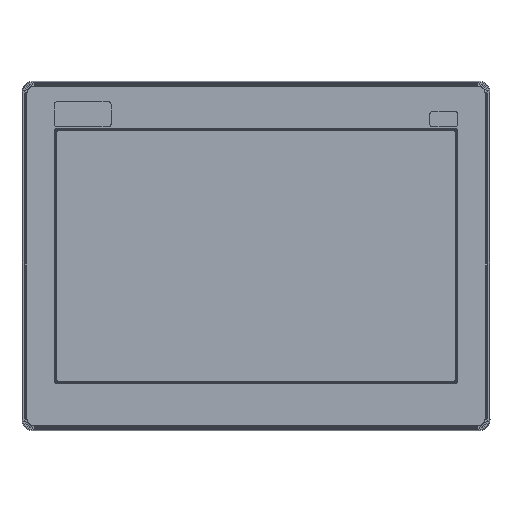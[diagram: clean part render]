
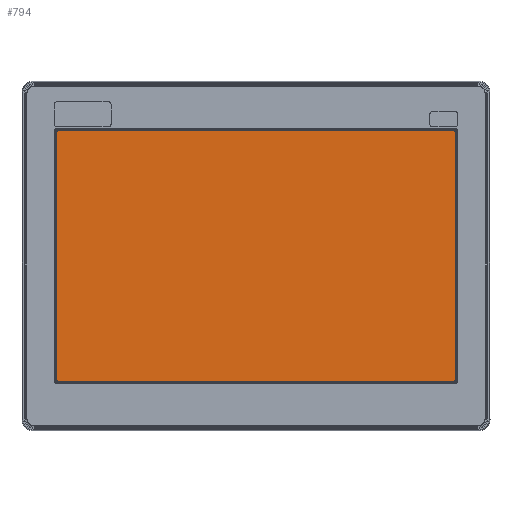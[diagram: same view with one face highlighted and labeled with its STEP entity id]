
A CAD part, top view. The second image highlights one B-rep face of the part: STEP entity #794.
In plain terms, the highlighted planar face has unit normal (0, 0, 1).
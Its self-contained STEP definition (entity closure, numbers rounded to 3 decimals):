
#794=ADVANCED_FACE('NONE',(#2340),#2341,.T.);
#2340=FACE_OUTER_BOUND('',#8385,.T.);
#2341=PLANE('',#8386);
#8385=EDGE_LOOP('',(#14348,#14349,#14350,#14351,#14352,#14353,#14354,#14355));
#8386=AXIS2_PLACEMENT_3D('',#14356,#14357,#14358);
#14348=ORIENTED_EDGE('',*,*,#16419,.T.);
#14349=ORIENTED_EDGE('',*,*,#16420,.T.);
#14350=ORIENTED_EDGE('',*,*,#16421,.T.);
#14351=ORIENTED_EDGE('',*,*,#16422,.T.);
#14352=ORIENTED_EDGE('',*,*,#16423,.T.);
#14353=ORIENTED_EDGE('',*,*,#16424,.T.);
#14354=ORIENTED_EDGE('',*,*,#16425,.T.);
#14355=ORIENTED_EDGE('',*,*,#16426,.T.);
#14356=CARTESIAN_POINT('',(0.0,0.0,6.448));
#14357=DIRECTION('',(0.0,0.0,1.0));
#14358=DIRECTION('',(1.0,-0.0,0.0));
#16419=EDGE_CURVE('NONE',#19705,#19706,#19707,.T.);
#16420=EDGE_CURVE('NONE',#19706,#19708,#19709,.T.);
#16421=EDGE_CURVE('NONE',#19708,#19710,#19711,.T.);
#16422=EDGE_CURVE('NONE',#19710,#19712,#19713,.T.);
#16423=EDGE_CURVE('NONE',#19712,#19714,#19715,.T.);
#16424=EDGE_CURVE('NONE',#19714,#19716,#19717,.T.);
#16425=EDGE_CURVE('NONE',#19716,#19718,#19719,.T.);
#16426=EDGE_CURVE('NONE',#19718,#19705,#19720,.T.);
#19705=VERTEX_POINT('NONE',#32721);
#19706=VERTEX_POINT('NONE',#32722);
#19707=LINE('',#32723,#32724);
#19708=VERTEX_POINT('NONE',#32725);
#19709=CIRCLE('',#32726,1.0);
#19710=VERTEX_POINT('NONE',#32727);
#19711=LINE('',#32728,#32729);
#19712=VERTEX_POINT('NONE',#32730);
#19713=CIRCLE('',#32731,1.0);
#19714=VERTEX_POINT('NONE',#32732);
#19715=LINE('',#32733,#32734);
#19716=VERTEX_POINT('NONE',#32735);
#19717=CIRCLE('',#32736,1.0);
#19718=VERTEX_POINT('NONE',#32737);
#19719=LINE('',#32738,#32739);
#19720=CIRCLE('',#32740,1.0);
#32721=CARTESIAN_POINT('',(-130.35,-82.45,6.448));
#32722=CARTESIAN_POINT('',(130.35,-82.45,6.448));
#32723=CARTESIAN_POINT('',(-131.35,-82.45,6.448));
#32724=VECTOR('',#34277,1000.0);
#32725=CARTESIAN_POINT('',(131.35,-81.45,6.448));
#32726=AXIS2_PLACEMENT_3D('',#34278,#34279,#34280);
#32727=CARTESIAN_POINT('',(131.35,81.45,6.448));
#32728=CARTESIAN_POINT('',(131.35,-82.45,6.448));
#32729=VECTOR('',#34281,1000.0);
#32730=CARTESIAN_POINT('',(130.35,82.45,6.448));
#32731=AXIS2_PLACEMENT_3D('',#34282,#34283,#34284);
#32732=CARTESIAN_POINT('',(-130.35,82.45,6.448));
#32733=CARTESIAN_POINT('',(131.35,82.45,6.448));
#32734=VECTOR('',#34285,1000.0);
#32735=CARTESIAN_POINT('',(-131.35,81.45,6.448));
#32736=AXIS2_PLACEMENT_3D('',#34286,#34287,#34288);
#32737=CARTESIAN_POINT('',(-131.35,-81.45,6.448));
#32738=CARTESIAN_POINT('',(-131.35,82.45,6.448));
#32739=VECTOR('',#34289,1000.0);
#32740=AXIS2_PLACEMENT_3D('',#34290,#34291,#34292);
#34277=DIRECTION('',(1.0,0.0,0.0));
#34278=CARTESIAN_POINT('',(130.35,-81.45,6.448));
#34279=DIRECTION('',(0.0,0.0,1.0));
#34280=DIRECTION('',(-1.0,0.0,0.0));
#34281=DIRECTION('',(-0.0,1.0,0.0));
#34282=CARTESIAN_POINT('',(130.35,81.45,6.448));
#34283=DIRECTION('',(0.0,0.0,1.0));
#34284=DIRECTION('',(-1.0,0.0,0.0));
#34285=DIRECTION('',(-1.0,-0.0,0.0));
#34286=CARTESIAN_POINT('',(-130.35,81.45,6.448));
#34287=DIRECTION('',(0.0,0.0,1.0));
#34288=DIRECTION('',(-1.0,0.0,0.0));
#34289=DIRECTION('',(-0.0,-1.0,0.0));
#34290=CARTESIAN_POINT('',(-130.35,-81.45,6.448));
#34291=DIRECTION('',(0.0,0.0,1.0));
#34292=DIRECTION('',(-1.0,0.0,0.0));
